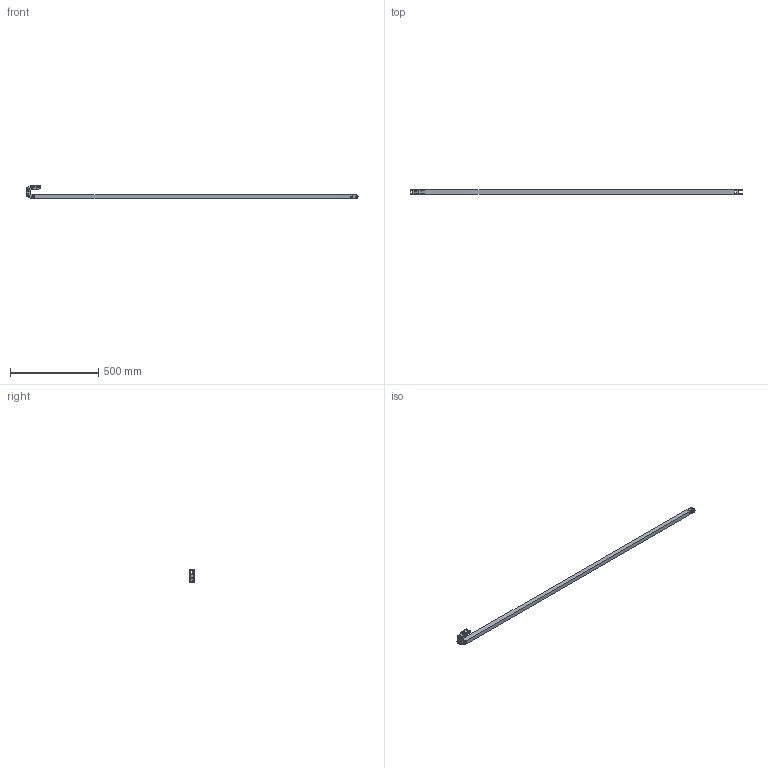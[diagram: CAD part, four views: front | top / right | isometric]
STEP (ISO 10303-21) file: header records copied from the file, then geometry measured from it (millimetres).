
FILE_DESCRIPTION(('STEP AP214'),'1');
FILE_NAME('cctmp_30901691-793D-4031-B3E1-070F444A0E08_2024_05_02_20_13_39_0254_95428..stp','2024-05-02T18:13:39',('igus GmbH'),('CADClick - www.CADClick.com'),'Spatial InterOp 3D',' ','unknown authorization');
FILE_SCHEMA(('AUTOMOTIVE_DESIGN'));
Length unit declared in the file: millimetre
Products named in the file (6): 2024_05_02_20_13_39_0145; 2024_05_02_20_13_39_0254; 2024_05_02_20_13_39_0239; 2024_05_02_20_13_39_0223; 2024_05_02_20_13_39_0207; 2024_05_02_20_13_39_0192
Assembly tree (5 placements, depth 2):
  2024_05_02_20_13_39_0145
    2024_05_02_20_13_39_0254
    2024_05_02_20_13_39_0239
    2024_05_02_20_13_39_0223
    2024_05_02_20_13_39_0207
    2024_05_02_20_13_39_0192
Bounding box: 1880.35 x 26 x 79 mm (x, y, z)
Volume: 1115884.1 mm3; surface area: 208492 mm2
Topology: 5 solids, 5 shells, 202 faces, 582 edges, 388 vertices
Faces by surface type: plane 106, cylinder 96
Entity records: 8525 total; most frequent: DIRECTION 1190, CARTESIAN_POINT 1178, ORIENTED_EDGE 1164, EDGE_CURVE 582, AXIS2_PLACEMENT_3D 400, LINE 390, VECTOR 390, VERTEX_POINT 388
